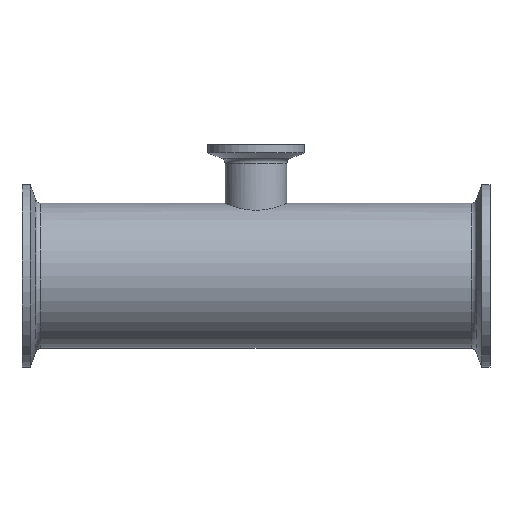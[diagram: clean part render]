
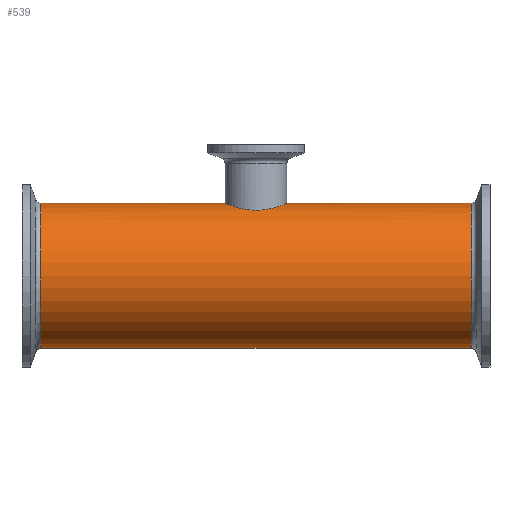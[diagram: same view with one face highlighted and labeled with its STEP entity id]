
A CAD part, front view. The second image highlights one B-rep face of the part: STEP entity #539.
In plain terms, the highlighted cylindrical face has radius 25.4 mm (diameter 50.8 mm), a full revolution.
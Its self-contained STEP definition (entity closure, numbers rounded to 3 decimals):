
#17=FACE_BOUND('',#131,.T.);
#29=B_SPLINE_CURVE_WITH_KNOTS('',3,(#900,#901,#902,#903,#904,#905,#906,
#907,#908,#909),.UNSPECIFIED.,.F.,.F.,(4,2,2,2,4),(0.,0.415,
0.83,1.244,1.658),.UNSPECIFIED.);
#30=B_SPLINE_CURVE_WITH_KNOTS('',3,(#910,#911,#912,#913,#914,#915,#916,
#917,#918,#919,#920,#921,#922,#923,#924,#925,#926,#927,#928,#929,#930,#931,
#932,#933,#934,#935),.UNSPECIFIED.,.F.,.F.,(4,2,2,2,2,2,2,2,2,2,2,2,4),
(1.658,2.073,2.487,2.902,3.317,
3.731,4.146,4.561,4.975,5.389,
5.803,6.218,6.633),.UNSPECIFIED.);
#35=CYLINDRICAL_SURFACE('',#618,25.4);
#46=LINE('',#990,#62);
#62=VECTOR('',#763,25.4);
#94=FACE_OUTER_BOUND('',#130,.T.);
#130=EDGE_LOOP('',(#412,#413,#414,#415,#416,#417));
#131=EDGE_LOOP('',(#418,#419));
#176=CIRCLE('',#611,25.4);
#180=CIRCLE('',#615,25.4);
#182=CIRCLE('',#619,25.4);
#183=CIRCLE('',#620,25.4);
#222=VERTEX_POINT('',#897);
#223=VERTEX_POINT('',#899);
#235=VERTEX_POINT('',#973);
#236=VERTEX_POINT('',#974);
#240=VERTEX_POINT('',#987);
#241=VERTEX_POINT('',#988);
#278=EDGE_CURVE('',#223,#222,#29,.T.);
#279=EDGE_CURVE('',#222,#223,#30,.T.);
#297=EDGE_CURVE('',#235,#236,#176,.T.);
#301=EDGE_CURVE('',#236,#235,#180,.T.);
#304=EDGE_CURVE('',#240,#241,#182,.T.);
#305=EDGE_CURVE('',#240,#235,#46,.T.);
#306=EDGE_CURVE('',#241,#240,#183,.T.);
#412=ORIENTED_EDGE('',*,*,#304,.F.);
#413=ORIENTED_EDGE('',*,*,#305,.T.);
#414=ORIENTED_EDGE('',*,*,#301,.F.);
#415=ORIENTED_EDGE('',*,*,#297,.F.);
#416=ORIENTED_EDGE('',*,*,#305,.F.);
#417=ORIENTED_EDGE('',*,*,#306,.F.);
#418=ORIENTED_EDGE('',*,*,#278,.T.);
#419=ORIENTED_EDGE('',*,*,#279,.T.);
#539=ADVANCED_FACE('',(#94,#17),#35,.T.);
#611=AXIS2_PLACEMENT_3D('',#975,#744,#745);
#615=AXIS2_PLACEMENT_3D('',#981,#752,#753);
#618=AXIS2_PLACEMENT_3D('',#986,#759,#760);
#619=AXIS2_PLACEMENT_3D('',#989,#761,#762);
#620=AXIS2_PLACEMENT_3D('',#991,#764,#765);
#744=DIRECTION('center_axis',(-1.,0.,0.));
#745=DIRECTION('ref_axis',(0.,1.,0.));
#752=DIRECTION('center_axis',(-1.,0.,0.));
#753=DIRECTION('ref_axis',(0.,1.,0.));
#759=DIRECTION('center_axis',(1.,0.,0.));
#760=DIRECTION('ref_axis',(0.,1.,0.));
#761=DIRECTION('center_axis',(1.,0.,0.));
#762=DIRECTION('ref_axis',(0.,-1.,0.));
#763=DIRECTION('',(-1.,0.,0.));
#764=DIRECTION('center_axis',(1.,0.,0.));
#765=DIRECTION('ref_axis',(0.,-1.,0.));
#897=CARTESIAN_POINT('',(-10.85,0.,25.4));
#899=CARTESIAN_POINT('',(0.,-10.85,22.966));
#900=CARTESIAN_POINT('Ctrl Pts',(0.,-10.85,22.966));
#901=CARTESIAN_POINT('Ctrl Pts',(-1.383,-10.85,22.966));
#902=CARTESIAN_POINT('Ctrl Pts',(-2.843,-10.57,23.104));
#903=CARTESIAN_POINT('Ctrl Pts',(-5.51,-9.458,23.581));
#904=CARTESIAN_POINT('Ctrl Pts',(-6.718,-8.626,23.911));
#905=CARTESIAN_POINT('Ctrl Pts',(-8.625,-6.719,24.516));
#906=CARTESIAN_POINT('Ctrl Pts',(-9.457,-5.511,24.832));
#907=CARTESIAN_POINT('Ctrl Pts',(-10.57,-2.842,25.277));
#908=CARTESIAN_POINT('Ctrl Pts',(-10.85,-1.381,25.4));
#909=CARTESIAN_POINT('Ctrl Pts',(-10.85,0.,25.4));
#910=CARTESIAN_POINT('Ctrl Pts',(-10.85,0.,25.4));
#911=CARTESIAN_POINT('Ctrl Pts',(-10.85,1.381,25.4));
#912=CARTESIAN_POINT('Ctrl Pts',(-10.57,2.842,25.277));
#913=CARTESIAN_POINT('Ctrl Pts',(-9.457,5.511,24.832));
#914=CARTESIAN_POINT('Ctrl Pts',(-8.625,6.719,24.516));
#915=CARTESIAN_POINT('Ctrl Pts',(-6.718,8.626,23.911));
#916=CARTESIAN_POINT('Ctrl Pts',(-5.51,9.458,23.581));
#917=CARTESIAN_POINT('Ctrl Pts',(-2.843,10.57,23.104));
#918=CARTESIAN_POINT('Ctrl Pts',(-1.383,10.85,22.966));
#919=CARTESIAN_POINT('Ctrl Pts',(1.383,10.85,22.966));
#920=CARTESIAN_POINT('Ctrl Pts',(2.843,10.57,23.104));
#921=CARTESIAN_POINT('Ctrl Pts',(5.51,9.458,23.581));
#922=CARTESIAN_POINT('Ctrl Pts',(6.718,8.626,23.911));
#923=CARTESIAN_POINT('Ctrl Pts',(8.625,6.719,24.516));
#924=CARTESIAN_POINT('Ctrl Pts',(9.457,5.511,24.832));
#925=CARTESIAN_POINT('Ctrl Pts',(10.57,2.842,25.277));
#926=CARTESIAN_POINT('Ctrl Pts',(10.85,1.381,25.4));
#927=CARTESIAN_POINT('Ctrl Pts',(10.85,-1.381,25.4));
#928=CARTESIAN_POINT('Ctrl Pts',(10.57,-2.842,25.277));
#929=CARTESIAN_POINT('Ctrl Pts',(9.457,-5.511,24.832));
#930=CARTESIAN_POINT('Ctrl Pts',(8.625,-6.719,24.516));
#931=CARTESIAN_POINT('Ctrl Pts',(6.718,-8.626,23.911));
#932=CARTESIAN_POINT('Ctrl Pts',(5.51,-9.458,23.581));
#933=CARTESIAN_POINT('Ctrl Pts',(2.843,-10.57,23.104));
#934=CARTESIAN_POINT('Ctrl Pts',(1.383,-10.85,22.966));
#935=CARTESIAN_POINT('Ctrl Pts',(0.,-10.85,22.966));
#973=CARTESIAN_POINT('',(-75.347,-25.4,0.));
#974=CARTESIAN_POINT('',(-75.347,0.,-25.4));
#975=CARTESIAN_POINT('Origin',(-75.347,0.,0.));
#981=CARTESIAN_POINT('Origin',(-75.347,0.,0.));
#986=CARTESIAN_POINT('Origin',(0.,0.,0.));
#987=CARTESIAN_POINT('',(75.347,-25.4,0.));
#988=CARTESIAN_POINT('',(75.347,0.,25.4));
#989=CARTESIAN_POINT('Origin',(75.347,0.,0.));
#990=CARTESIAN_POINT('',(0.,-25.4,0.));
#991=CARTESIAN_POINT('Origin',(75.347,0.,0.));
